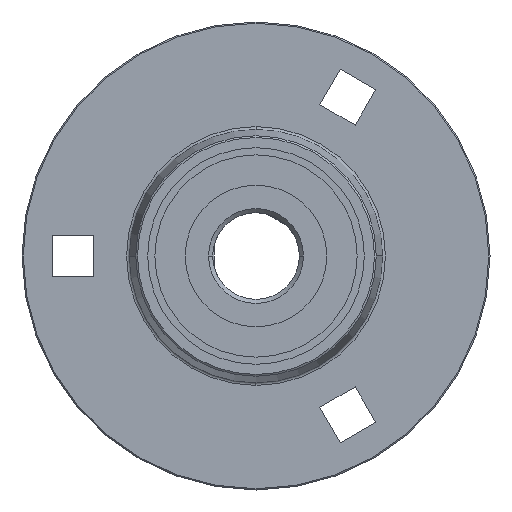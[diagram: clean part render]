
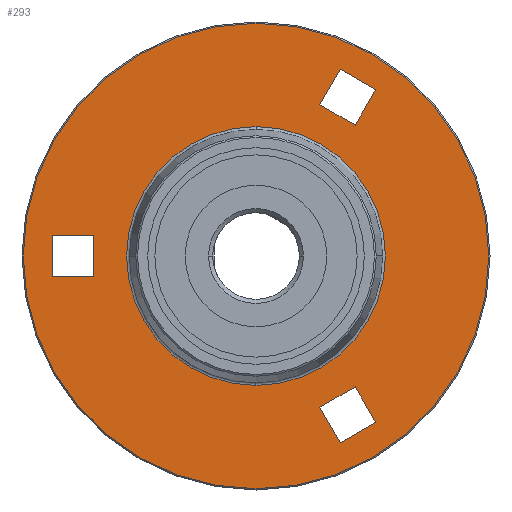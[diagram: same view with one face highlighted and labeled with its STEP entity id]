
A CAD part, left-side view. The second image highlights one B-rep face of the part: STEP entity #293.
In plain terms, the highlighted planar face has unit normal (-1, 0, 0).
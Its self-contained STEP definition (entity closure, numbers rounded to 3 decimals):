
#293 = ADVANCED_FACE( '', ( #448, #449, #450, #451, #452 ), #453, .T. );
#448 = FACE_BOUND( '', #726, .T. );
#449 = FACE_BOUND( '', #727, .T. );
#450 = FACE_BOUND( '', #728, .T. );
#451 = FACE_BOUND( '', #729, .T. );
#452 = FACE_OUTER_BOUND( '', #730, .T. );
#453 = PLANE( '', #731 );
#726 = EDGE_LOOP( '', ( #1148, #1149, #1150, #1151 ) );
#727 = EDGE_LOOP( '', ( #1152, #1153, #1154, #1155 ) );
#728 = EDGE_LOOP( '', ( #1156, #1157, #1158, #1159 ) );
#729 = EDGE_LOOP( '', ( #1160, #1161, #1162 ) );
#730 = EDGE_LOOP( '', ( #1163, #1164 ) );
#731 = AXIS2_PLACEMENT_3D( '', #1165, #1166, #1167 );
#1148 = ORIENTED_EDGE( '', *, *, #1951, .T. );
#1149 = ORIENTED_EDGE( '', *, *, #1955, .T. );
#1150 = ORIENTED_EDGE( '', *, *, #1958, .T. );
#1151 = ORIENTED_EDGE( '', *, *, #1961, .T. );
#1152 = ORIENTED_EDGE( '', *, *, #1963, .T. );
#1153 = ORIENTED_EDGE( '', *, *, #1967, .T. );
#1154 = ORIENTED_EDGE( '', *, *, #1970, .T. );
#1155 = ORIENTED_EDGE( '', *, *, #1973, .T. );
#1156 = ORIENTED_EDGE( '', *, *, #1975, .T. );
#1157 = ORIENTED_EDGE( '', *, *, #1979, .T. );
#1158 = ORIENTED_EDGE( '', *, *, #1982, .T. );
#1159 = ORIENTED_EDGE( '', *, *, #1985, .T. );
#1160 = ORIENTED_EDGE( '', *, *, #1994, .F. );
#1161 = ORIENTED_EDGE( '', *, *, #1995, .F. );
#1162 = ORIENTED_EDGE( '', *, *, #1929, .F. );
#1163 = ORIENTED_EDGE( '', *, *, #1935, .T. );
#1164 = ORIENTED_EDGE( '', *, *, #1993, .T. );
#1165 = CARTESIAN_POINT( '', ( 5., 31.339, 0. ) );
#1166 = DIRECTION( '', ( -1., 0., 0. ) );
#1167 = DIRECTION( '', ( 0., 1., 0. ) );
#1929 = EDGE_CURVE( '', #2235, #2237, #2238, .T. );
#1935 = EDGE_CURVE( '', #2243, #2247, #2249, .T. );
#1951 = EDGE_CURVE( '', #2277, #2278, #2279, .T. );
#1955 = EDGE_CURVE( '', #2278, #2285, #2286, .T. );
#1958 = EDGE_CURVE( '', #2285, #2290, #2291, .T. );
#1961 = EDGE_CURVE( '', #2290, #2277, #2295, .T. );
#1963 = EDGE_CURVE( '', #2297, #2298, #2299, .T. );
#1967 = EDGE_CURVE( '', #2298, #2305, #2306, .T. );
#1970 = EDGE_CURVE( '', #2305, #2310, #2311, .T. );
#1973 = EDGE_CURVE( '', #2310, #2297, #2315, .T. );
#1975 = EDGE_CURVE( '', #2317, #2318, #2319, .T. );
#1979 = EDGE_CURVE( '', #2318, #2325, #2326, .T. );
#1982 = EDGE_CURVE( '', #2325, #2330, #2331, .T. );
#1985 = EDGE_CURVE( '', #2330, #2317, #2335, .T. );
#1993 = EDGE_CURVE( '', #2247, #2243, #2343, .T. );
#1994 = EDGE_CURVE( '', #2344, #2235, #2345, .T. );
#1995 = EDGE_CURVE( '', #2237, #2344, #2346, .T. );
#2235 = VERTEX_POINT( '', #2733 );
#2237 = VERTEX_POINT( '', #2735 );
#2238 = CIRCLE( '', #2736, 22.39 );
#2243 = VERTEX_POINT( '', #2741 );
#2247 = VERTEX_POINT( '', #2746 );
#2249 = CIRCLE( '', #2749, 40.288 );
#2277 = VERTEX_POINT( '', #2783 );
#2278 = VERTEX_POINT( '', #2784 );
#2279 = LINE( '', #2785, #2786 );
#2285 = VERTEX_POINT( '', #2795 );
#2286 = LINE( '', #2796, #2797 );
#2290 = VERTEX_POINT( '', #2803 );
#2291 = LINE( '', #2804, #2805 );
#2295 = LINE( '', #2811, #2812 );
#2297 = VERTEX_POINT( '', #2815 );
#2298 = VERTEX_POINT( '', #2816 );
#2299 = LINE( '', #2817, #2818 );
#2305 = VERTEX_POINT( '', #2827 );
#2306 = LINE( '', #2828, #2829 );
#2310 = VERTEX_POINT( '', #2835 );
#2311 = LINE( '', #2836, #2837 );
#2315 = LINE( '', #2843, #2844 );
#2317 = VERTEX_POINT( '', #2847 );
#2318 = VERTEX_POINT( '', #2848 );
#2319 = LINE( '', #2849, #2850 );
#2325 = VERTEX_POINT( '', #2859 );
#2326 = LINE( '', #2860, #2861 );
#2330 = VERTEX_POINT( '', #2867 );
#2331 = LINE( '', #2868, #2869 );
#2335 = LINE( '', #2875, #2876 );
#2343 = CIRCLE( '', #2885, 40.288 );
#2344 = VERTEX_POINT( '', #2886 );
#2345 = CIRCLE( '', #2887, 22.39 );
#2346 = CIRCLE( '', #2888, 22.39 );
#2733 = CARTESIAN_POINT( '', ( 5., 0., -22.39 ) );
#2735 = CARTESIAN_POINT( '', ( 5., 0., 22.39 ) );
#2736 = AXIS2_PLACEMENT_3D( '', #3799, #3800, #3801 );
#2741 = CARTESIAN_POINT( '', ( 5., 40.288, 0. ) );
#2746 = CARTESIAN_POINT( '', ( 5., -40.288, 0. ) );
#2749 = AXIS2_PLACEMENT_3D( '', #3813, #3814, #3815 );
#2783 = CARTESIAN_POINT( '', ( 5., -20.724, -28.796 ) );
#2784 = CARTESIAN_POINT( '', ( 5., -14.576, -32.346 ) );
#2785 = CARTESIAN_POINT( '', ( 5., -7.435, -36.468 ) );
#2786 = VECTOR( '', #3849, 1. );
#2795 = CARTESIAN_POINT( '', ( 5., -11.026, -26.197 ) );
#2796 = CARTESIAN_POINT( '', ( 5., -1.833, -10.275 ) );
#2797 = VECTOR( '', #3853, 1. );
#2803 = CARTESIAN_POINT( '', ( 5., -17.174, -22.647 ) );
#2804 = CARTESIAN_POINT( '', ( 5., -0.811, -32.095 ) );
#2805 = VECTOR( '', #3856, 1. );
#2811 = CARTESIAN_POINT( '', ( 5., -6.207, -3.651 ) );
#2812 = VECTOR( '', #3859, 1. );
#2815 = CARTESIAN_POINT( '', ( 5., -20.724, 28.796 ) );
#2816 = CARTESIAN_POINT( '', ( 5., -17.174, 22.647 ) );
#2817 = CARTESIAN_POINT( '', ( 5., -7.982, 6.725 ) );
#2818 = VECTOR( '', #3861, 1. );
#2827 = CARTESIAN_POINT( '', ( 5., -11.026, 26.197 ) );
#2828 = CARTESIAN_POINT( '', ( 5., -3.885, 30.32 ) );
#2829 = VECTOR( '', #3865, 1. );
#2835 = CARTESIAN_POINT( '', ( 5., -14.576, 32.346 ) );
#2836 = CARTESIAN_POINT( '', ( 5., -0.058, 7.201 ) );
#2837 = VECTOR( '', #3868, 1. );
#2843 = CARTESIAN_POINT( '', ( 5., -4.361, 38.243 ) );
#2844 = VECTOR( '', #3871, 1. );
#2847 = CARTESIAN_POINT( '', ( 5., 28.2, -3.55 ) );
#2848 = CARTESIAN_POINT( '', ( 5., 35.3, -3.55 ) );
#2849 = CARTESIAN_POINT( '', ( 5., 29.77, -3.55 ) );
#2850 = VECTOR( '', #3873, 1. );
#2859 = CARTESIAN_POINT( '', ( 5., 35.3, 3.55 ) );
#2860 = CARTESIAN_POINT( '', ( 5., 35.3, -1.775 ) );
#2861 = VECTOR( '', #3877, 1. );
#2867 = CARTESIAN_POINT( '', ( 5., 28.2, 3.55 ) );
#2868 = CARTESIAN_POINT( '', ( 5., 33.32, 3.55 ) );
#2869 = VECTOR( '', #3880, 1. );
#2875 = CARTESIAN_POINT( '', ( 5., 28.2, 1.775 ) );
#2876 = VECTOR( '', #3883, 1. );
#2885 = AXIS2_PLACEMENT_3D( '', #3903, #3904, #3905 );
#2886 = CARTESIAN_POINT( '', ( 5., 22.39, 0. ) );
#2887 = AXIS2_PLACEMENT_3D( '', #3906, #3907, #3908 );
#2888 = AXIS2_PLACEMENT_3D( '', #3909, #3910, #3911 );
#3799 = CARTESIAN_POINT( '', ( 5., 0., 0. ) );
#3800 = DIRECTION( '', ( -1., 0., 0. ) );
#3801 = DIRECTION( '', ( 0., 1., 0. ) );
#3813 = CARTESIAN_POINT( '', ( 5., 0., 0. ) );
#3814 = DIRECTION( '', ( -1., 0., 0. ) );
#3815 = DIRECTION( '', ( 0., 1., 0. ) );
#3849 = DIRECTION( '', ( 0., 0.866, -0.5 ) );
#3853 = DIRECTION( '', ( 0., 0.5, 0.866 ) );
#3856 = DIRECTION( '', ( 0., -0.866, 0.5 ) );
#3859 = DIRECTION( '', ( 0., -0.5, -0.866 ) );
#3861 = DIRECTION( '', ( 0., 0.5, -0.866 ) );
#3865 = DIRECTION( '', ( 0., 0.866, 0.5 ) );
#3868 = DIRECTION( '', ( 0., -0.5, 0.866 ) );
#3871 = DIRECTION( '', ( 0., -0.866, -0.5 ) );
#3873 = DIRECTION( '', ( 0., 1., 0. ) );
#3877 = DIRECTION( '', ( 0., 0., 1. ) );
#3880 = DIRECTION( '', ( 0., -1., 0. ) );
#3883 = DIRECTION( '', ( 0., 0., -1. ) );
#3903 = CARTESIAN_POINT( '', ( 5., 0., 0. ) );
#3904 = DIRECTION( '', ( -1., 0., 0. ) );
#3905 = DIRECTION( '', ( 0., 1., 0. ) );
#3906 = CARTESIAN_POINT( '', ( 5., 0., 0. ) );
#3907 = DIRECTION( '', ( -1., 0., 0. ) );
#3908 = DIRECTION( '', ( 0., 1., 0. ) );
#3909 = CARTESIAN_POINT( '', ( 5., 0., 0. ) );
#3910 = DIRECTION( '', ( -1., 0., 0. ) );
#3911 = DIRECTION( '', ( 0., 1., 0. ) );
